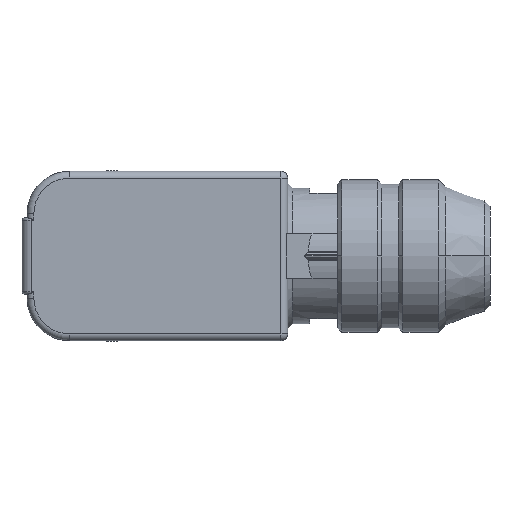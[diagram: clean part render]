
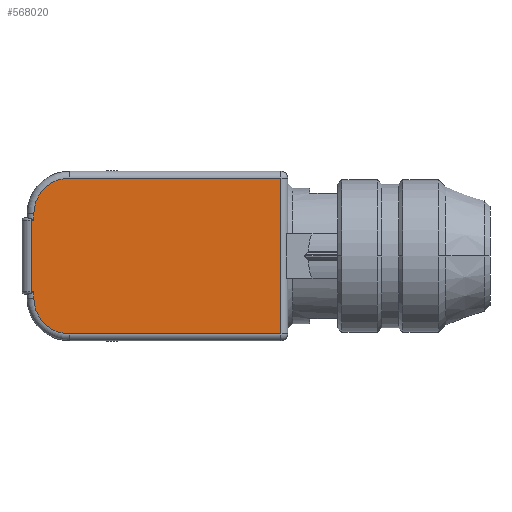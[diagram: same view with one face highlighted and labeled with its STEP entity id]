
A CAD part, left-side view. The second image highlights one B-rep face of the part: STEP entity #568020.
In plain terms, the highlighted planar face has unit normal (-1, 0, 0).
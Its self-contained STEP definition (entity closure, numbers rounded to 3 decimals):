
#565980=CARTESIAN_POINT('',(-41.8,9.2,20.));
#565990=VERTEX_POINT('',#565980);
#566220=CARTESIAN_POINT('',(-41.8,-9.2,20.));
#566230=VERTEX_POINT('',#566220);
#566260=CARTESIAN_POINT('',(-41.8,2.55,20.));
#566270=DIRECTION('',(0.,-1.,0.));
#566280=VECTOR('',#566270,1.);
#566290=LINE('',#566260,#566280);
#566300=EDGE_CURVE('',#565990,#566230,#566290,.T.);
#566710=CARTESIAN_POINT('',(-41.8,-9.2,10.4));
#566720=DIRECTION('',(0.,0.,-1.));
#566730=VECTOR('',#566720,1.);
#566740=LINE('',#566710,#566730);
#566750=CARTESIAN_POINT('',(-41.8,-9.2,-5.));
#566760=VERTEX_POINT('',#566750);
#566770=EDGE_CURVE('',#566230,#566760,#566740,.T.);
#567030=CARTESIAN_POINT('',(-41.8,-5.,-5.));
#567040=DIRECTION('',(-1.,0.,0.));
#567050=DIRECTION('',(0.,1.,0.));
#567060=AXIS2_PLACEMENT_3D('',#567030,#567040,#567050);
#567070=CIRCLE('',#567060,4.2);
#567080=CARTESIAN_POINT('',(-41.8,-5.,-9.2));
#567090=VERTEX_POINT('',#567080);
#567100=EDGE_CURVE('',#567090,#566760,#567070,.T.);
#567370=CARTESIAN_POINT('',(-41.8,-2.133,-8.466));
#567380=DIRECTION('',(-1.,0.,0.));
#567390=DIRECTION('',(0.,-1.,0.));
#567400=AXIS2_PLACEMENT_3D('',#567370,#567380,#567390);
#567410=PLANE('',#567400);
#567420=CARTESIAN_POINT('',(-41.8,-4.2,-9.5));
#567430=DIRECTION('',(0.,0.,-1.));
#567440=VECTOR('',#567430,1.);
#567450=LINE('',#567420,#567440);
#567460=CARTESIAN_POINT('',(-41.8,-4.2,-9.2));
#567470=VERTEX_POINT('',#567460);
#567480=CARTESIAN_POINT('',(-41.8,-4.2,-9.5));
#567490=VERTEX_POINT('',#567480);
#567500=EDGE_CURVE('',#567470,#567490,#567450,.T.);
#567510=ORIENTED_EDGE('',*,*,#567500,.F.);
#567520=CARTESIAN_POINT('',(-41.8,0.,-9.5));
#567530=DIRECTION('',(0.,-1.,0.));
#567540=VECTOR('',#567530,1.);
#567550=LINE('',#567520,#567540);
#567560=CARTESIAN_POINT('',(-41.8,4.2,-9.5));
#567570=VERTEX_POINT('',#567560);
#567580=EDGE_CURVE('',#567570,#567490,#567550,.T.);
#567590=ORIENTED_EDGE('',*,*,#567580,.T.);
#567600=CARTESIAN_POINT('',(-41.8,4.2,-9.5));
#567610=DIRECTION('',(0.,0.,1.));
#567620=VECTOR('',#567610,1.);
#567630=LINE('',#567600,#567620);
#567640=CARTESIAN_POINT('',(-41.8,4.2,-9.2));
#567650=VERTEX_POINT('',#567640);
#567660=EDGE_CURVE('',#567570,#567650,#567630,.T.);
#567670=ORIENTED_EDGE('',*,*,#567660,.F.);
#567680=CARTESIAN_POINT('',(-41.8,-10.,-9.2));
#567690=DIRECTION('',(0.,1.,0.));
#567700=VECTOR('',#567690,1.);
#567710=LINE('',#567680,#567700);
#567720=CARTESIAN_POINT('',(-41.8,5.,-9.2));
#567730=VERTEX_POINT('',#567720);
#567740=EDGE_CURVE('',#567650,#567730,#567710,.T.);
#567750=ORIENTED_EDGE('',*,*,#567740,.F.);
#567760=CARTESIAN_POINT('',(-41.8,5.,-5.));
#567770=DIRECTION('',(-1.,0.,0.));
#567780=DIRECTION('',(0.,1.,0.));
#567790=AXIS2_PLACEMENT_3D('',#567760,#567770,#567780);
#567800=CIRCLE('',#567790,4.2);
#567810=CARTESIAN_POINT('',(-41.8,9.2,-5.));
#567820=VERTEX_POINT('',#567810);
#567830=EDGE_CURVE('',#567820,#567730,#567800,.T.);
#567840=ORIENTED_EDGE('',*,*,#567830,.T.);
#567850=CARTESIAN_POINT('',(-41.8,9.2,10.4));
#567860=DIRECTION('',(0.,0.,-1.));
#567870=VECTOR('',#567860,1.);
#567880=LINE('',#567850,#567870);
#567890=EDGE_CURVE('',#565990,#567820,#567880,.T.);
#567900=ORIENTED_EDGE('',*,*,#567890,.T.);
#567910=ORIENTED_EDGE('',*,*,#566300,.F.);
#567920=ORIENTED_EDGE('',*,*,#566770,.F.);
#567930=ORIENTED_EDGE('',*,*,#567100,.T.);
#567940=CARTESIAN_POINT('',(-41.8,-10.,-9.2));
#567950=DIRECTION('',(0.,1.,0.));
#567960=VECTOR('',#567950,1.);
#567970=LINE('',#567940,#567960);
#567980=EDGE_CURVE('',#567090,#567470,#567970,.T.);
#567990=ORIENTED_EDGE('',*,*,#567980,.F.);
#568000=EDGE_LOOP('',(#567990,#567930,#567920,#567910,#567900,#567840,
#567750,#567670,#567590,#567510));
#568010=FACE_OUTER_BOUND('',#568000,.T.);
#568020=ADVANCED_FACE('',(#568010),#567410,.T.);
